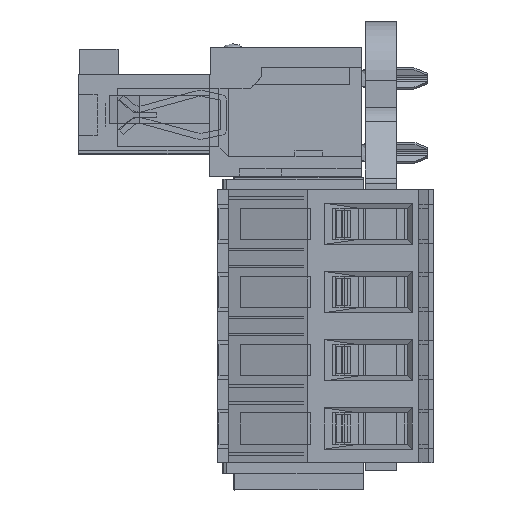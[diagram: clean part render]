
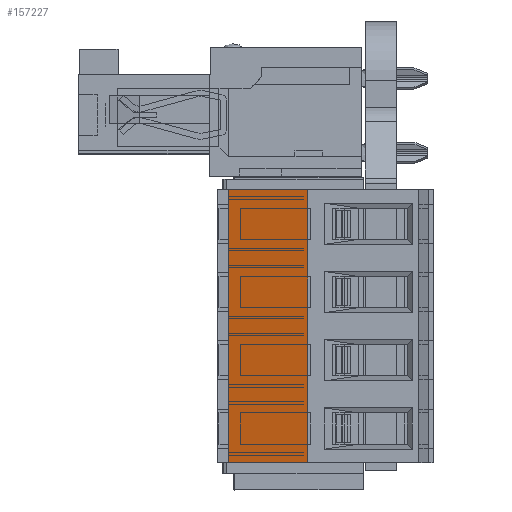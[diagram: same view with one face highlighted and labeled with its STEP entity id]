
A CAD part, left-side view. The second image highlights one B-rep face of the part: STEP entity #157227.
In plain terms, the highlighted planar face has unit normal (-0.965, 0.262, 0).
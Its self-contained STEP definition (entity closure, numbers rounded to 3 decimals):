
#157138=CARTESIAN_POINT('',(-19.5,8.6,-5.4));
#157139=VERTEX_POINT('',#157138);
#157146=CARTESIAN_POINT('',(-20.6,4.55,-5.4));
#157147=VERTEX_POINT('',#157146);
#157148=CARTESIAN_POINT('',(-20.6,4.55,-5.4));
#157149=DIRECTION('',(0.262,0.965,0.));
#157150=VECTOR('',#157149,1.);
#157151=LINE('',#157148,#157150);
#157152=EDGE_CURVE('',#157147,#157139,#157151,.T.);
#157171=CARTESIAN_POINT('',(-19.5,8.6,-19.4));
#157172=VERTEX_POINT('',#157171);
#157189=CARTESIAN_POINT('',(-20.6,4.55,-19.4));
#157190=VERTEX_POINT('',#157189);
#157197=CARTESIAN_POINT('',(-20.6,4.55,-19.4));
#157198=DIRECTION('',(0.262,0.965,0.0));
#157199=VECTOR('',#157198,1.);
#157200=LINE('',#157197,#157199);
#157201=EDGE_CURVE('',#157190,#157172,#157200,.T.);
#157206=CARTESIAN_POINT('',(-19.445,8.803,-4.7));
#157207=DIRECTION('',(0.965,-0.262,0.));
#157208=DIRECTION('',(-0.262,-0.965,0.));
#157209=AXIS2_PLACEMENT_3D('',#157206,#157207,#157208);
#157210=PLANE('',#157209);
#157211=ORIENTED_EDGE('',*,*,#157152,.T.);
#157212=CARTESIAN_POINT('',(-19.5,8.6,-19.4));
#157213=DIRECTION('',(0.0,0.0,1.0));
#157214=VECTOR('',#157213,1.0);
#157215=LINE('',#157212,#157214);
#157216=EDGE_CURVE('',#157172,#157139,#157215,.T.);
#157217=ORIENTED_EDGE('',*,*,#157216,.F.);
#157218=ORIENTED_EDGE('',*,*,#157201,.F.);
#157219=CARTESIAN_POINT('',(-20.6,4.55,-19.4));
#157220=DIRECTION('',(0.0,0.0,1.0));
#157221=VECTOR('',#157220,1.0);
#157222=LINE('',#157219,#157221);
#157223=EDGE_CURVE('',#157190,#157147,#157222,.T.);
#157224=ORIENTED_EDGE('',*,*,#157223,.T.);
#157225=EDGE_LOOP('',(#157211,#157217,#157218,#157224));
#157226=FACE_OUTER_BOUND('',#157225,.T.);
#157227=ADVANCED_FACE('',(#157226),#157210,.F.);
